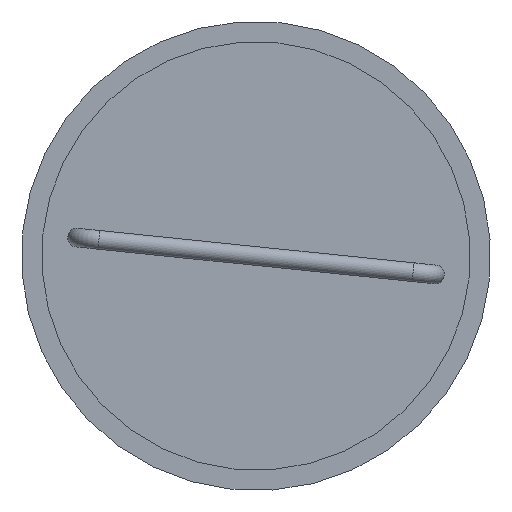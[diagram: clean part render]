
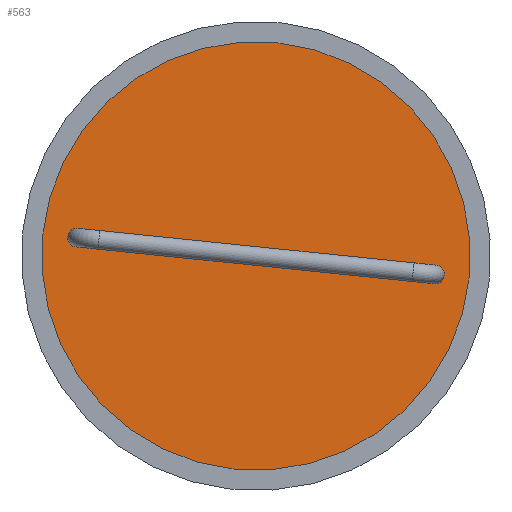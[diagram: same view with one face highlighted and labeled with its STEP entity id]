
A CAD part, left-side view. The second image highlights one B-rep face of the part: STEP entity #563.
In plain terms, the highlighted planar face has unit normal (-1, 0, 0).
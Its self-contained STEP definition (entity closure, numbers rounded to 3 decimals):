
#73=CARTESIAN_POINT('',(-380.5,-60.181,-6.203));
#74=VERTEX_POINT('',#73);
#75=CARTESIAN_POINT('',(-380.5,-57.197,-5.895));
#76=DIRECTION('',(1.,0.,0.));
#77=DIRECTION('',(0.,0.995,0.103));
#78=AXIS2_PLACEMENT_3D('',#75,#76,#77);
#79=CIRCLE('',#78,3.0);
#80=EDGE_CURVE('',#74,#74,#79,.T.);
#164=CARTESIAN_POINT('',(-380.5,60.181,6.203));
#165=VERTEX_POINT('',#164);
#166=CARTESIAN_POINT('',(-380.5,57.197,5.895));
#167=DIRECTION('',(1.,0.,0.));
#168=DIRECTION('',(0.,-0.995,-0.103));
#169=AXIS2_PLACEMENT_3D('',#166,#167,#168);
#170=CIRCLE('',#169,3.0);
#171=EDGE_CURVE('',#165,#165,#170,.T.);
#534=CARTESIAN_POINT('',(-380.5,-7.023,68.139));
#535=VERTEX_POINT('',#534);
#536=CARTESIAN_POINT('',(-380.5,0.,0.));
#537=DIRECTION('',(-1.0,0.0,0.0));
#538=DIRECTION('',(0.0,-0.103,0.995));
#539=AXIS2_PLACEMENT_3D('',#536,#537,#538);
#540=CIRCLE('',#539,68.5);
#541=EDGE_CURVE('',#535,#535,#540,.T.);
#549=CARTESIAN_POINT('',(-380.5,-3.512,34.07));
#550=DIRECTION('',(-1.0,0.0,0.0));
#551=DIRECTION('',(0.0,-0.995,-0.103));
#552=AXIS2_PLACEMENT_3D('',#549,#550,#551);
#553=PLANE('',#552);
#554=ORIENTED_EDGE('',*,*,#541,.T.);
#555=EDGE_LOOP('',(#554));
#556=FACE_OUTER_BOUND('',#555,.T.);
#557=ORIENTED_EDGE('',*,*,#80,.T.);
#558=EDGE_LOOP('',(#557));
#559=FACE_BOUND('',#558,.T.);
#560=ORIENTED_EDGE('',*,*,#171,.T.);
#561=EDGE_LOOP('',(#560));
#562=FACE_BOUND('',#561,.T.);
#563=ADVANCED_FACE('',(#556,#559,#562),#553,.T.);
